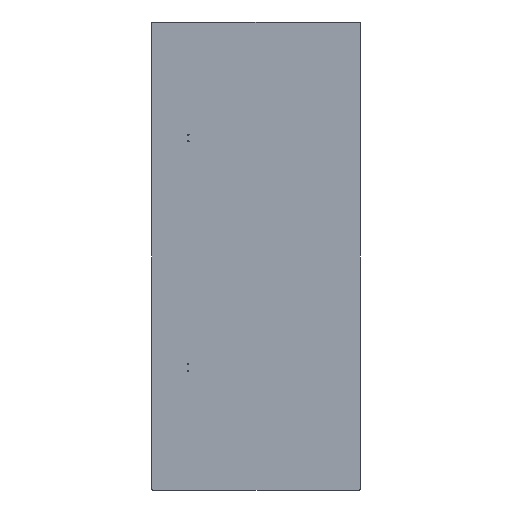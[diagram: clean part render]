
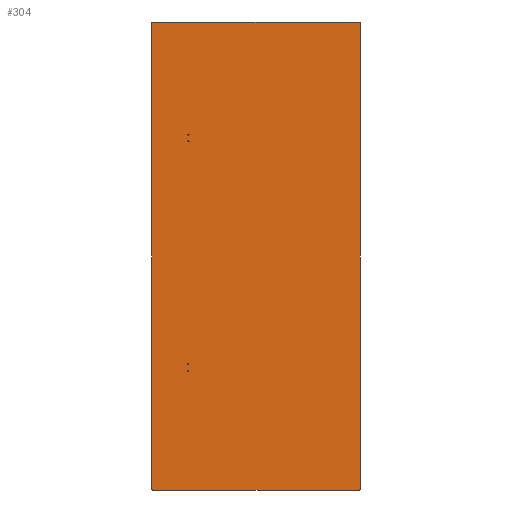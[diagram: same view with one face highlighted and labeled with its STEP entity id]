
A CAD part, left-side view. The second image highlights one B-rep face of the part: STEP entity #304.
In plain terms, the highlighted planar face has unit normal (-1, 0, 0).
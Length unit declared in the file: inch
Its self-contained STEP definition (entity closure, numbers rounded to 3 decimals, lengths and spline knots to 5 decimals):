
#1 = DIRECTION ( 'NONE',  ( 0., 1., 0. ) ) ;
#6 = CARTESIAN_POINT ( 'NONE',  ( 0., 10.17795, -16.25 ) ) ;
#9 = CARTESIAN_POINT ( 'NONE',  ( 0., 10.16045, 17.2508 ) ) ;
#11 = EDGE_CURVE ( 'NONE', #433, #108, #550, .T. ) ;
#12 = DIRECTION ( 'NONE',  ( 0., 0., -1. ) ) ;
#16 = EDGE_CURVE ( 'NONE', #571, #432, #621, .T. ) ;
#30 = EDGE_CURVE ( 'NONE', #408, #74, #505, .T. ) ;
#31 = EDGE_CURVE ( 'NONE', #381, #608, #643, .T. ) ;
#32 = EDGE_CURVE ( 'NONE', #383, #573, #386, .T. ) ;
#37 = EDGE_CURVE ( 'NONE', #108, #433, #240, .T. ) ;
#41 = AXIS2_PLACEMENT_3D ( 'NONE', #662, #654, #151 ) ;
#42 = EDGE_CURVE ( 'NONE', #432, #571, #85, .T. ) ;
#43 = AXIS2_PLACEMENT_3D ( 'NONE', #363, #630, #124 ) ;
#44 = EDGE_LOOP ( 'NONE', ( #283, #138 ) ) ;
#47 = EDGE_CURVE ( 'NONE', #247, #569, #467, .T. ) ;
#50 = AXIS2_PLACEMENT_3D ( 'NONE', #368, #63, #521 ) ;
#51 = CARTESIAN_POINT ( 'NONE',  ( 0., -15.53125, 35.0875 ) ) ;
#53 = CARTESIAN_POINT ( 'NONE',  ( 0., 15.53125, -35.2125 ) ) ;
#54 = EDGE_CURVE ( 'NONE', #408, #227, #212, .T. ) ;
#62 = DIRECTION ( 'NONE',  ( 0., 0., -1. ) ) ;
#63 = DIRECTION ( 'NONE',  ( 1., 0., 0. ) ) ;
#71 = CIRCLE ( 'NONE', #213, 0.125 ) ;
#72 = CARTESIAN_POINT ( 'NONE',  ( 0., 10.16045, 18.2508 ) ) ;
#74 = VERTEX_POINT ( 'NONE', #611 ) ;
#80 = CARTESIAN_POINT ( 'NONE',  ( 0., 10.17795, -17.25 ) ) ;
#82 = CARTESIAN_POINT ( 'NONE',  ( 0., -15.65625, 35.0875 ) ) ;
#85 = CIRCLE ( 'NONE', #647, 0.095 ) ;
#93 = DIRECTION ( 'NONE',  ( 1., 0., 0. ) ) ;
#106 = ORIENTED_EDGE ( 'NONE', *, *, #54, .T. ) ;
#108 = VERTEX_POINT ( 'NONE', #444 ) ;
#113 = DIRECTION ( 'NONE',  ( 1., 0., 0. ) ) ;
#121 = DIRECTION ( 'NONE',  ( 1., 0., 0. ) ) ;
#123 = ORIENTED_EDGE ( 'NONE', *, *, #186, .F. ) ;
#124 = DIRECTION ( 'NONE',  ( 0., 0., 1. ) ) ;
#128 = CARTESIAN_POINT ( 'NONE',  ( 0., -15.53125, 35.2125 ) ) ;
#138 = ORIENTED_EDGE ( 'NONE', *, *, #37, .T. ) ;
#142 = CARTESIAN_POINT ( 'NONE',  ( 0., 15.53125, 35.0875 ) ) ;
#145 = DIRECTION ( 'NONE',  ( 0., 0., -1. ) ) ;
#151 = DIRECTION ( 'NONE',  ( 0., 0., 1. ) ) ;
#161 = VECTOR ( 'NONE', #145, 39.37008 ) ;
#174 = CARTESIAN_POINT ( 'NONE',  ( 0., -15.53125, -35.2125 ) ) ;
#177 = EDGE_CURVE ( 'NONE', #332, #74, #352, .T. ) ;
#178 = LINE ( 'NONE', #340, #438 ) ;
#182 = EDGE_CURVE ( 'NONE', #461, #227, #178, .T. ) ;
#184 = CARTESIAN_POINT ( 'NONE',  ( 0., 10.16045, 18.3458 ) ) ;
#186 = EDGE_CURVE ( 'NONE', #383, #596, #336, .T. ) ;
#189 = EDGE_CURVE ( 'NONE', #608, #381, #320, .T. ) ;
#212 = CIRCLE ( 'NONE', #543, 0.125 ) ;
#213 = AXIS2_PLACEMENT_3D ( 'NONE', #443, #301, #641 ) ;
#217 = CARTESIAN_POINT ( 'NONE',  ( 0., 15.65625, 35.2125 ) ) ;
#227 = VERTEX_POINT ( 'NONE', #53 ) ;
#233 = CARTESIAN_POINT ( 'NONE',  ( 0., 15.65625, -35.2125 ) ) ;
#238 = AXIS2_PLACEMENT_3D ( 'NONE', #217, #561, #492 ) ;
#239 = CARTESIAN_POINT ( 'NONE',  ( 0., 10.17795, -17.345 ) ) ;
#240 = CIRCLE ( 'NONE', #538, 0.095 ) ;
#247 = VERTEX_POINT ( 'NONE', #460 ) ;
#254 = VECTOR ( 'NONE', #418, 39.37008 ) ;
#255 = ORIENTED_EDGE ( 'NONE', *, *, #30, .F. ) ;
#256 = DIRECTION ( 'NONE',  ( 1., 0., 0. ) ) ;
#264 = EDGE_LOOP ( 'NONE', ( #123, #645, #507, #387, #255, #106, #627, #491 ) ) ;
#267 = EDGE_LOOP ( 'NONE', ( #551, #421 ) ) ;
#270 = ORIENTED_EDGE ( 'NONE', *, *, #562, .T. ) ;
#283 = ORIENTED_EDGE ( 'NONE', *, *, #11, .T. ) ;
#285 = CARTESIAN_POINT ( 'NONE',  ( 0., -15.65625, -35.0875 ) ) ;
#301 = DIRECTION ( 'NONE',  ( -1., 0., 0. ) ) ;
#304 = ADVANCED_FACE ( 'NONE', ( #510, #480, #394, #559, #423 ), #469, .F. ) ;
#307 = EDGE_LOOP ( 'NONE', ( #665, #524 ) ) ;
#320 = CIRCLE ( 'NONE', #650, 0.095 ) ;
#332 = VERTEX_POINT ( 'NONE', #595 ) ;
#336 = LINE ( 'NONE', #450, #161 ) ;
#338 = DIRECTION ( 'NONE',  ( -1., 0., 0. ) ) ;
#340 = CARTESIAN_POINT ( 'NONE',  ( 0., -15.65625, -35.2125 ) ) ;
#345 = EDGE_CURVE ( 'NONE', #461, #596, #71, .T. ) ;
#347 = CIRCLE ( 'NONE', #50, 0.095 ) ;
#352 = CIRCLE ( 'NONE', #651, 0.125 ) ;
#355 = CARTESIAN_POINT ( 'NONE',  ( 0., 15.53125, -35.0875 ) ) ;
#361 = CARTESIAN_POINT ( 'NONE',  ( 0., 15.65625, -35.0875 ) ) ;
#363 = CARTESIAN_POINT ( 'NONE',  ( 0., 10.17795, -16.25 ) ) ;
#368 = CARTESIAN_POINT ( 'NONE',  ( 0., 10.16045, 18.2508 ) ) ;
#371 = EDGE_LOOP ( 'NONE', ( #404, #270 ) ) ;
#374 = DIRECTION ( 'NONE',  ( -1., 0., 0. ) ) ;
#381 = VERTEX_POINT ( 'NONE', #528 ) ;
#383 = VERTEX_POINT ( 'NONE', #82 ) ;
#384 = LINE ( 'NONE', #659, #640 ) ;
#386 = CIRCLE ( 'NONE', #520, 0.125 ) ;
#387 = ORIENTED_EDGE ( 'NONE', *, *, #177, .T. ) ;
#392 = DIRECTION ( 'NONE',  ( 0., 0., 1. ) ) ;
#394 = FACE_BOUND ( 'NONE', #307, .T. ) ;
#404 = ORIENTED_EDGE ( 'NONE', *, *, #47, .T. ) ;
#408 = VERTEX_POINT ( 'NONE', #361 ) ;
#418 = DIRECTION ( 'NONE',  ( 0., 0., 1. ) ) ;
#421 = ORIENTED_EDGE ( 'NONE', *, *, #42, .T. ) ;
#423 = FACE_OUTER_BOUND ( 'NONE', #264, .T. ) ;
#432 = VERTEX_POINT ( 'NONE', #453 ) ;
#433 = VERTEX_POINT ( 'NONE', #239 ) ;
#436 = DIRECTION ( 'NONE',  ( -1., 0., 0. ) ) ;
#438 = VECTOR ( 'NONE', #1, 39.37008 ) ;
#441 = DIRECTION ( 'NONE',  ( 0., -1., 0. ) ) ;
#443 = CARTESIAN_POINT ( 'NONE',  ( 0., -15.53125, -35.0875 ) ) ;
#444 = CARTESIAN_POINT ( 'NONE',  ( 0., 10.17795, -17.155 ) ) ;
#450 = CARTESIAN_POINT ( 'NONE',  ( 0., -15.65625, -35.2125 ) ) ;
#453 = CARTESIAN_POINT ( 'NONE',  ( 0., 10.17795, -16.155 ) ) ;
#456 = CARTESIAN_POINT ( 'NONE',  ( 0., 10.16045, 17.3458 ) ) ;
#460 = CARTESIAN_POINT ( 'NONE',  ( 0., 10.16045, 18.1558 ) ) ;
#461 = VERTEX_POINT ( 'NONE', #174 ) ;
#467 = CIRCLE ( 'NONE', #646, 0.095 ) ;
#469 = PLANE ( 'NONE',  #238 ) ;
#479 = CARTESIAN_POINT ( 'NONE',  ( 0., 10.17795, -16.345 ) ) ;
#480 = FACE_BOUND ( 'NONE', #44, .T. ) ;
#491 = ORIENTED_EDGE ( 'NONE', *, *, #345, .T. ) ;
#492 = DIRECTION ( 'NONE',  ( 0., 0., -1. ) ) ;
#493 = CARTESIAN_POINT ( 'NONE',  ( 0., 10.16045, 17.2508 ) ) ;
#500 = DIRECTION ( 'NONE',  ( 0., 0., -1. ) ) ;
#505 = LINE ( 'NONE', #233, #254 ) ;
#507 = ORIENTED_EDGE ( 'NONE', *, *, #565, .F. ) ;
#510 = FACE_BOUND ( 'NONE', #267, .T. ) ;
#519 = DIRECTION ( 'NONE',  ( 1., 0., 0. ) ) ;
#520 = AXIS2_PLACEMENT_3D ( 'NONE', #51, #436, #657 ) ;
#521 = DIRECTION ( 'NONE',  ( 0., 0., -1. ) ) ;
#523 = AXIS2_PLACEMENT_3D ( 'NONE', #493, #113, #500 ) ;
#524 = ORIENTED_EDGE ( 'NONE', *, *, #189, .T. ) ;
#528 = CARTESIAN_POINT ( 'NONE',  ( 0., 10.16045, 17.1558 ) ) ;
#538 = AXIS2_PLACEMENT_3D ( 'NONE', #80, #121, #574 ) ;
#543 = AXIS2_PLACEMENT_3D ( 'NONE', #355, #374, #62 ) ;
#550 = CIRCLE ( 'NONE', #41, 0.095 ) ;
#551 = ORIENTED_EDGE ( 'NONE', *, *, #16, .T. ) ;
#559 = FACE_BOUND ( 'NONE', #371, .T. ) ;
#561 = DIRECTION ( 'NONE',  ( 1., 0., 0. ) ) ;
#562 = EDGE_CURVE ( 'NONE', #569, #247, #347, .T. ) ;
#565 = EDGE_CURVE ( 'NONE', #332, #573, #384, .T. ) ;
#569 = VERTEX_POINT ( 'NONE', #184 ) ;
#571 = VERTEX_POINT ( 'NONE', #479 ) ;
#573 = VERTEX_POINT ( 'NONE', #128 ) ;
#574 = DIRECTION ( 'NONE',  ( 0., 0., 1. ) ) ;
#580 = DIRECTION ( 'NONE',  ( 0., 0., -1. ) ) ;
#595 = CARTESIAN_POINT ( 'NONE',  ( 0., 15.53125, 35.2125 ) ) ;
#596 = VERTEX_POINT ( 'NONE', #285 ) ;
#608 = VERTEX_POINT ( 'NONE', #456 ) ;
#611 = CARTESIAN_POINT ( 'NONE',  ( 0., 15.65625, 35.0875 ) ) ;
#621 = CIRCLE ( 'NONE', #43, 0.095 ) ;
#627 = ORIENTED_EDGE ( 'NONE', *, *, #182, .F. ) ;
#630 = DIRECTION ( 'NONE',  ( 1., 0., 0. ) ) ;
#640 = VECTOR ( 'NONE', #441, 39.37008 ) ;
#641 = DIRECTION ( 'NONE',  ( 0., 0., -1. ) ) ;
#642 = DIRECTION ( 'NONE',  ( 0., 0., -1. ) ) ;
#643 = CIRCLE ( 'NONE', #523, 0.095 ) ;
#645 = ORIENTED_EDGE ( 'NONE', *, *, #32, .T. ) ;
#646 = AXIS2_PLACEMENT_3D ( 'NONE', #72, #93, #12 ) ;
#647 = AXIS2_PLACEMENT_3D ( 'NONE', #6, #256, #392 ) ;
#650 = AXIS2_PLACEMENT_3D ( 'NONE', #9, #519, #580 ) ;
#651 = AXIS2_PLACEMENT_3D ( 'NONE', #142, #338, #642 ) ;
#654 = DIRECTION ( 'NONE',  ( 1., 0., 0. ) ) ;
#657 = DIRECTION ( 'NONE',  ( 0., 0., -1. ) ) ;
#659 = CARTESIAN_POINT ( 'NONE',  ( 0., -15.65625, 35.2125 ) ) ;
#662 = CARTESIAN_POINT ( 'NONE',  ( 0., 10.17795, -17.25 ) ) ;
#665 = ORIENTED_EDGE ( 'NONE', *, *, #31, .T. ) ;
